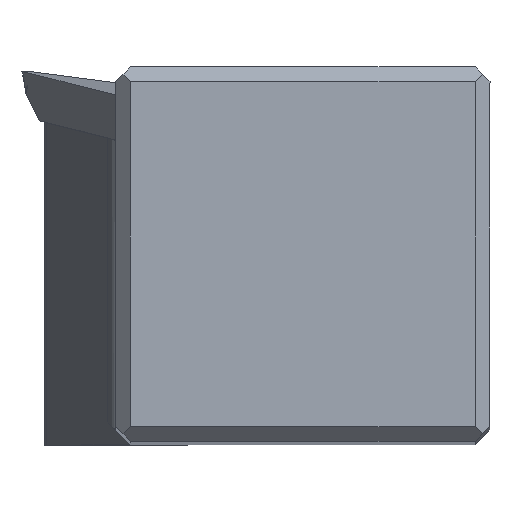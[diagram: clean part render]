
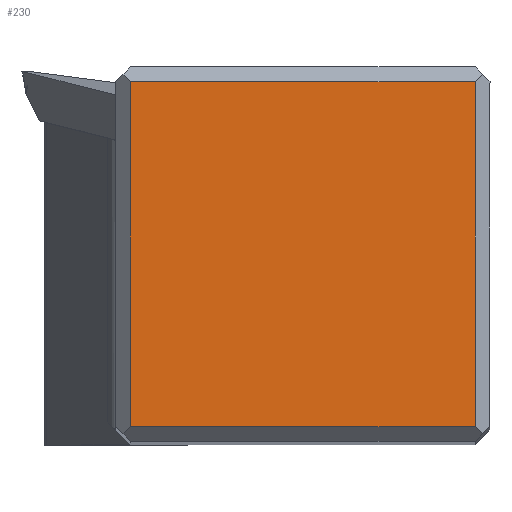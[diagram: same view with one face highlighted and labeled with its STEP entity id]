
A CAD part, top view. The second image highlights one B-rep face of the part: STEP entity #230.
In plain terms, the highlighted planar face has unit normal (0, 0, 1).
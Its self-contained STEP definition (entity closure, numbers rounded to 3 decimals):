
#149=FACE_OUTER_BOUND('',#371,.T.);
#230=ADVANCED_FACE('',(#149),#300,.T.);
#300=PLANE('',#1793);
#371=EDGE_LOOP('',(#672,#673,#674,#675));
#672=ORIENTED_EDGE('',*,*,#1153,.F.);
#673=ORIENTED_EDGE('',*,*,#1154,.T.);
#674=ORIENTED_EDGE('',*,*,#1155,.F.);
#675=ORIENTED_EDGE('',*,*,#1094,.F.);
#922=VERTEX_POINT('',#2516);
#923=VERTEX_POINT('',#2518);
#957=VERTEX_POINT('',#2634);
#958=VERTEX_POINT('',#2638);
#1094=EDGE_CURVE('',#922,#923,#1416,.T.);
#1153=EDGE_CURVE('',#957,#922,#1470,.T.);
#1154=EDGE_CURVE('',#957,#958,#1471,.T.);
#1155=EDGE_CURVE('',#923,#958,#1472,.T.);
#1416=LINE('',#2517,#1563);
#1470=LINE('',#2635,#1617);
#1471=LINE('',#2637,#1618);
#1472=LINE('',#2639,#1619);
#1563=VECTOR('',#2046,1.);
#1617=VECTOR('',#2158,1.);
#1618=VECTOR('',#2161,1.);
#1619=VECTOR('',#2162,1.);
#1793=AXIS2_PLACEMENT_3D('',#2640,#2163,#2164);
#2046=DIRECTION('',(-1.,0.,0.));
#2158=DIRECTION('',(0.,-1.,0.));
#2161=DIRECTION('',(-1.,0.,0.));
#2162=DIRECTION('',(0.,1.,0.));
#2163=DIRECTION('',(0.,0.,1.));
#2164=DIRECTION('',(-1.,0.,0.));
#2516=CARTESIAN_POINT('',(-1.,1.,0.));
#2517=CARTESIAN_POINT('',(-1.,1.,0.));
#2518=CARTESIAN_POINT('',(-24.4,1.,0.));
#2634=CARTESIAN_POINT('',(-1.,24.4,0.));
#2635=CARTESIAN_POINT('',(-1.,24.4,0.));
#2637=CARTESIAN_POINT('',(-1.,24.4,0.));
#2638=CARTESIAN_POINT('',(-24.4,24.4,0.));
#2639=CARTESIAN_POINT('',(-24.4,1.,0.));
#2640=CARTESIAN_POINT('',(-12.7,12.7,0.));
